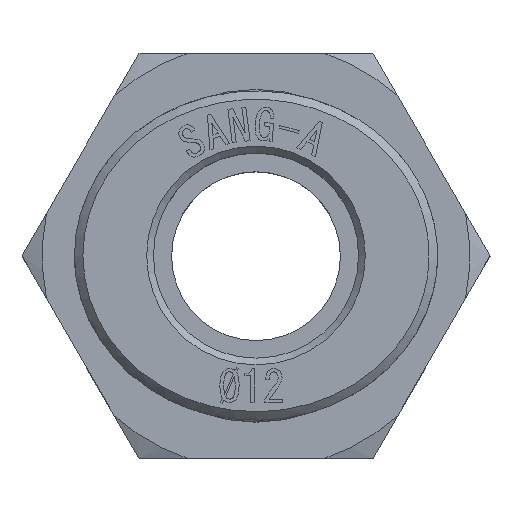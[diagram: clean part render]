
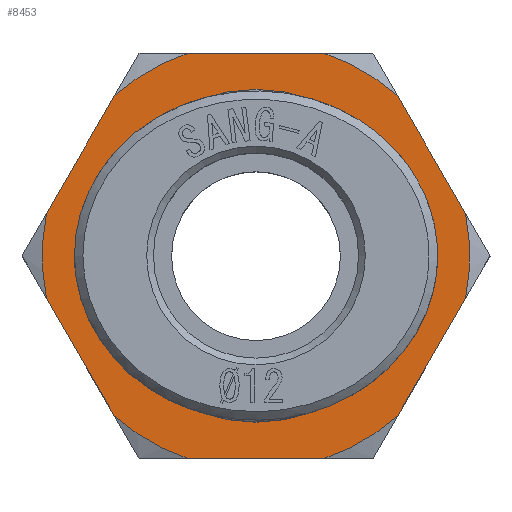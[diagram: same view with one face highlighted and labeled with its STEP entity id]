
A CAD part, top view. The second image highlights one B-rep face of the part: STEP entity #8453.
In plain terms, the highlighted face is planar.
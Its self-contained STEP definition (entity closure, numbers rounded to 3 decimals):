
#5644=CARTESIAN_POINT('',(12.,16.5,-4.023));
#5645=VERTEX_POINT('',#5644);
#5659=CARTESIAN_POINT('',(12.,16.5,4.023));
#5660=VERTEX_POINT('',#5659);
#5661=CARTESIAN_POINT('',(12.,16.5,4.023));
#5662=DIRECTION('',(0.0,0.0,-1.0));
#5663=VECTOR('',#5662,8.046);
#5664=LINE('',#5661,#5663);
#5665=EDGE_CURVE('',#5660,#5645,#5664,.T.);
#7953=CARTESIAN_POINT('',(-2.516,16.5,12.404));
#7954=VERTEX_POINT('',#7953);
#7968=CARTESIAN_POINT('',(-9.484,16.5,8.381));
#7969=VERTEX_POINT('',#7968);
#7970=CARTESIAN_POINT('',(-9.484,16.5,8.381));
#7971=DIRECTION('',(0.866,0.0,0.5));
#7972=VECTOR('',#7971,8.046);
#7973=LINE('',#7970,#7972);
#7974=EDGE_CURVE('',#7969,#7954,#7973,.T.);
#8014=CARTESIAN_POINT('',(9.484,16.5,8.381));
#8015=VERTEX_POINT('',#8014);
#8029=CARTESIAN_POINT('',(2.516,16.5,12.404));
#8030=VERTEX_POINT('',#8029);
#8031=CARTESIAN_POINT('',(2.516,16.5,12.404));
#8032=DIRECTION('',(0.866,0.0,-0.5));
#8033=VECTOR('',#8032,8.046);
#8034=LINE('',#8031,#8033);
#8035=EDGE_CURVE('',#8030,#8015,#8034,.T.);
#8077=CARTESIAN_POINT('',(-9.484,16.5,-8.381));
#8078=VERTEX_POINT('',#8077);
#8092=CARTESIAN_POINT('',(-2.516,16.5,-12.404));
#8093=VERTEX_POINT('',#8092);
#8094=CARTESIAN_POINT('',(-2.516,16.5,-12.404));
#8095=DIRECTION('',(-0.866,0.0,0.5));
#8096=VECTOR('',#8095,8.046);
#8097=LINE('',#8094,#8096);
#8098=EDGE_CURVE('',#8093,#8078,#8097,.T.);
#8145=CARTESIAN_POINT('',(2.516,16.5,-12.404));
#8146=VERTEX_POINT('',#8145);
#8160=CARTESIAN_POINT('',(9.484,16.5,-8.381));
#8161=VERTEX_POINT('',#8160);
#8162=CARTESIAN_POINT('',(9.484,16.5,-8.381));
#8163=DIRECTION('',(-0.866,0.0,-0.5));
#8164=VECTOR('',#8163,8.046);
#8165=LINE('',#8162,#8164);
#8166=EDGE_CURVE('',#8161,#8146,#8165,.T.);
#8218=CARTESIAN_POINT('',(-12.,16.5,-4.023));
#8219=VERTEX_POINT('',#8218);
#8233=CARTESIAN_POINT('',(0.0,16.5,0.0));
#8234=DIRECTION('',(0.0,1.0,0.0));
#8235=DIRECTION('',(0.0,0.0,-1.0));
#8236=AXIS2_PLACEMENT_3D('',#8233,#8234,#8235);
#8237=CIRCLE('',#8236,12.656);
#8238=EDGE_CURVE('',#8078,#8219,#8237,.T.);
#8250=CARTESIAN_POINT('',(0.0,16.5,0.0));
#8251=DIRECTION('',(0.0,1.0,0.0));
#8252=DIRECTION('',(0.0,0.0,-1.0));
#8253=AXIS2_PLACEMENT_3D('',#8250,#8251,#8252);
#8254=CIRCLE('',#8253,12.656);
#8255=EDGE_CURVE('',#8146,#8093,#8254,.T.);
#8267=CARTESIAN_POINT('',(0.0,16.5,0.0));
#8268=DIRECTION('',(0.0,1.0,0.0));
#8269=DIRECTION('',(0.0,0.0,-1.0));
#8270=AXIS2_PLACEMENT_3D('',#8267,#8268,#8269);
#8271=CIRCLE('',#8270,12.656);
#8272=EDGE_CURVE('',#5645,#8161,#8271,.T.);
#8284=CARTESIAN_POINT('',(0.0,16.5,0.0));
#8285=DIRECTION('',(0.0,1.0,0.0));
#8286=DIRECTION('',(0.0,0.0,-1.0));
#8287=AXIS2_PLACEMENT_3D('',#8284,#8285,#8286);
#8288=CIRCLE('',#8287,12.656);
#8289=EDGE_CURVE('',#8015,#5660,#8288,.T.);
#8301=CARTESIAN_POINT('',(0.0,16.5,0.0));
#8302=DIRECTION('',(0.0,1.0,0.0));
#8303=DIRECTION('',(0.0,0.0,-1.0));
#8304=AXIS2_PLACEMENT_3D('',#8301,#8302,#8303);
#8305=CIRCLE('',#8304,12.656);
#8306=EDGE_CURVE('',#7954,#8030,#8305,.T.);
#8317=CARTESIAN_POINT('',(-12.,16.5,4.023));
#8318=VERTEX_POINT('',#8317);
#8333=CARTESIAN_POINT('',(0.0,16.5,0.0));
#8334=DIRECTION('',(0.0,1.0,0.0));
#8335=DIRECTION('',(0.0,0.0,-1.0));
#8336=AXIS2_PLACEMENT_3D('',#8333,#8334,#8335);
#8337=CIRCLE('',#8336,12.656);
#8338=EDGE_CURVE('',#8318,#7969,#8337,.T.);
#8351=CARTESIAN_POINT('',(-12.,16.5,-4.023));
#8352=DIRECTION('',(0.0,0.0,1.0));
#8353=VECTOR('',#8352,8.046);
#8354=LINE('',#8351,#8353);
#8355=EDGE_CURVE('',#8219,#8318,#8354,.T.);
#8423=CARTESIAN_POINT('',(0.,16.5,0.));
#8424=DIRECTION('',(0.0,1.0,0.0));
#8425=DIRECTION('',(0.0,0.0,1.0));
#8426=AXIS2_PLACEMENT_3D('',#8423,#8424,#8425);
#8427=PLANE('',#8426);
#8428=ORIENTED_EDGE('',*,*,#8338,.T.);
#8429=ORIENTED_EDGE('',*,*,#7974,.T.);
#8430=ORIENTED_EDGE('',*,*,#8306,.T.);
#8431=ORIENTED_EDGE('',*,*,#8035,.T.);
#8432=ORIENTED_EDGE('',*,*,#8289,.T.);
#8433=ORIENTED_EDGE('',*,*,#5665,.T.);
#8434=ORIENTED_EDGE('',*,*,#8272,.T.);
#8435=ORIENTED_EDGE('',*,*,#8166,.T.);
#8436=ORIENTED_EDGE('',*,*,#8255,.T.);
#8437=ORIENTED_EDGE('',*,*,#8098,.T.);
#8438=ORIENTED_EDGE('',*,*,#8238,.T.);
#8439=ORIENTED_EDGE('',*,*,#8355,.T.);
#8440=EDGE_LOOP('',(#8428,#8429,#8430,#8431,#8432,#8433,#8434,#8435,#8436,#8437,#8438,#8439));
#8441=FACE_OUTER_BOUND('',#8440,.T.);
#8442=CARTESIAN_POINT('',(-9.85,16.5,0.0));
#8443=VERTEX_POINT('',#8442);
#8444=CARTESIAN_POINT('',(0.,16.5,0.0));
#8445=DIRECTION('',(0.0,1.0,0.0));
#8446=DIRECTION('',(-1.0,0.0,0.0));
#8447=AXIS2_PLACEMENT_3D('',#8444,#8445,#8446);
#8448=CIRCLE('',#8447,9.85);
#8449=EDGE_CURVE('',#8443,#8443,#8448,.T.);
#8450=ORIENTED_EDGE('',*,*,#8449,.F.);
#8451=EDGE_LOOP('',(#8450));
#8452=FACE_BOUND('',#8451,.T.);
#8453=ADVANCED_FACE('',(#8441,#8452),#8427,.T.);
